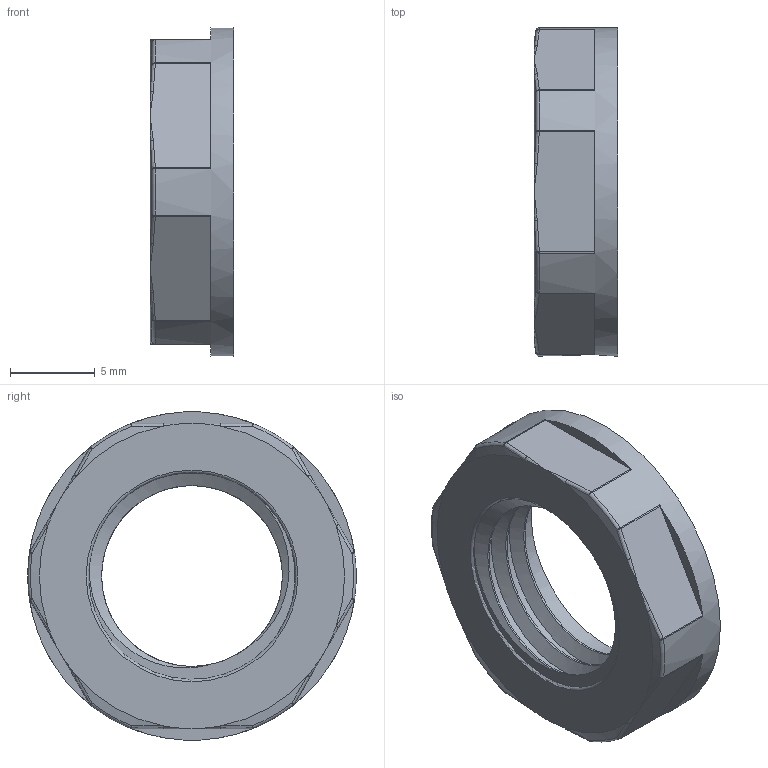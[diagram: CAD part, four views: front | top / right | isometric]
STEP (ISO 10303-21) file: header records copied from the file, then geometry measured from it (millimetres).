
FILE_DESCRIPTION(/* description */ ('Gegenmutter mit Bund M 12x1,5'),/* implementation_level */ '2;1');
FILE_NAME(/* name */ '11096512-RST.stp',/* time_stamp */ '2020-04-16T07:58:55+02:00',/* author */ ('sl'),/* organization */ (''),/* preprocessor_version */ 'ST-DEVELOPER v16.5',/* originating_system */ 'Autodesk Inventor 2017',/* authorisation */ '');
FILE_SCHEMA (('AUTOMOTIVE_DESIGN { 1 0 10303 214 3 1 1 }'));
Length unit declared in the file: millimetre
Products named in the file (1): 11096512
Bounding box: 4.95 x 19.37 x 19.37 mm (x, y, z)
Volume: 853.3 mm3; surface area: 925.9 mm2
Topology: 1 solids, 1 shells, 83 faces, 197 edges, 104 vertices
Faces by surface type: bspline 26, cylinder 16, plane 16, sphere 12, torus 7, cone 6
Full cylindrical faces by diameter (mm): 19.37 x1
Entity records: 3421 total; most frequent: CARTESIAN_POINT 1675, ORIENTED_EDGE 362, DIRECTION 353, EDGE_CURVE 181, AXIS2_PLACEMENT_3D 160, CIRCLE 102, VERTEX_POINT 102, EDGE_LOOP 87
